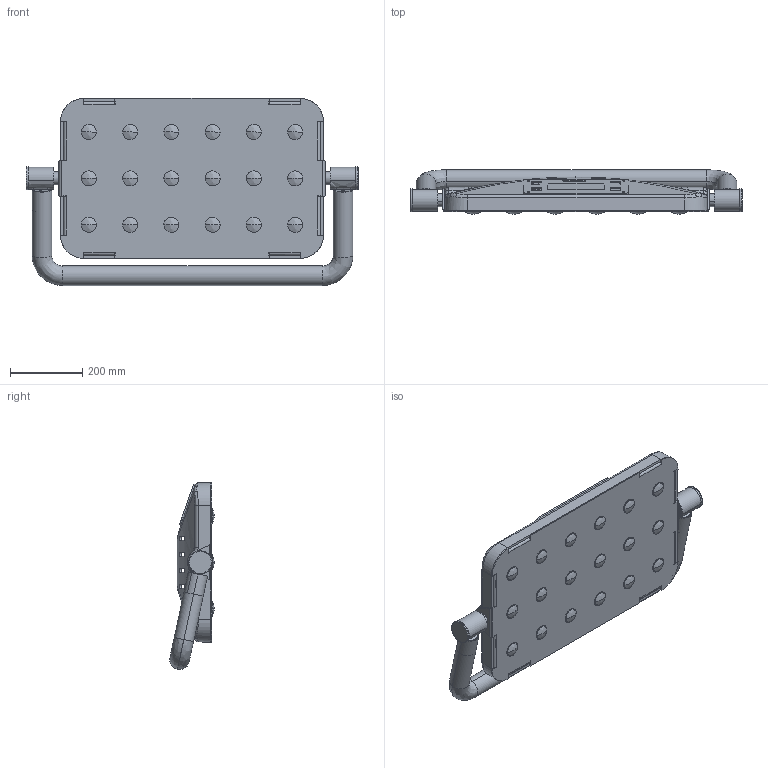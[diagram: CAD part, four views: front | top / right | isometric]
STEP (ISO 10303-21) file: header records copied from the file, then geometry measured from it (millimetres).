
FILE_DESCRIPTION(('FreeCAD Model'),'2;1');
FILE_NAME('Open CASCADE Shape Model','2025-04-29T21:44:30',('FreeCAD'),( 'FreeCAD'),'Open CASCADE STEP processor 7.6','FreeCAD','Unknown');
FILE_SCHEMA(('AUTOMOTIVE_DESIGN { 1 0 10303 214 1 1 1 1 }'));
Products named in the file (1): Open CASCADE STEP translator 7.6 1
Bounding box: 918.53 x 123.22 x 517.43 mm (x, y, z)
Volume: 5196731.5 mm3; surface area: 2192330.5 mm2
Topology: 36 solids, 36 shells, 1039 faces, 2449 edges, 1554 vertices
Faces by surface type: bspline 1039
Entity records: 37351 total; most frequent: CARTESIAN_POINT 22941, ORIENTED_EDGE 4898, EDGE_CURVE 2449, VERTEX_POINT 1554, B_SPLINE_CURVE_WITH_KNOTS 1463, FACE_BOUND 1223, EDGE_LOOP 1223, ADVANCED_FACE 1039
